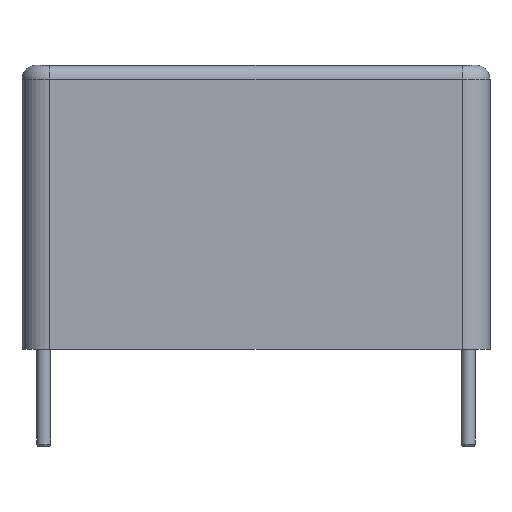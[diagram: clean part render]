
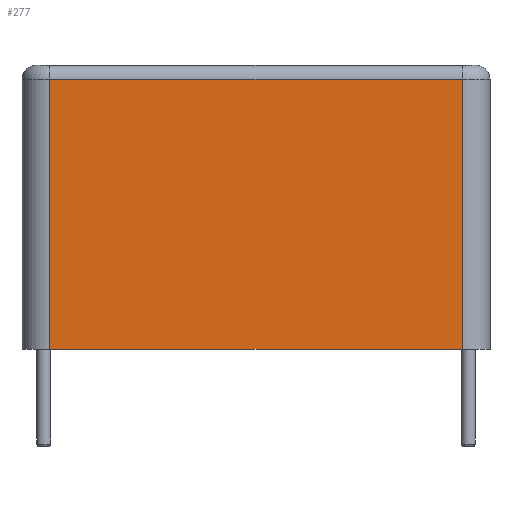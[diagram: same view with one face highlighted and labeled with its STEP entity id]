
A CAD part, front view. The second image highlights one B-rep face of the part: STEP entity #277.
In plain terms, the highlighted planar face has unit normal (0, -1, 0).
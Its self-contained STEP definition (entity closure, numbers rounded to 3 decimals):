
#13=DIRECTION('',(0.,0.,1.));
#87=DIRECTION('',(0.,-1.,0.));
#90=VERTEX_POINT('',#91);
#91=CARTESIAN_POINT('',(15.02,-29.95,0.1));
#97=EDGE_CURVE('',#90,#98,#100,.T.);
#98=VERTEX_POINT('',#99);
#99=CARTESIAN_POINT('',(0.22,-29.95,0.1));
#100=LINE('',#101,#102);
#101=CARTESIAN_POINT('',(16.02,-29.95,0.1));
#102=VECTOR('',#103,1.);
#103=DIRECTION('',(-1.,0.,0.));
#215=VECTOR('',#13,1.);
#249=EDGE_CURVE('',#90,#250,#252,.T.);
#250=VERTEX_POINT('',#251);
#251=CARTESIAN_POINT('',(15.02,-29.95,9.8));
#252=LINE('',#91,#215);
#277=ADVANCED_FACE('',(#278),#290,.T.);
#278=FACE_BOUND('',#279,.T.);
#279=EDGE_LOOP('',(#280,#281,#286,#289));
#280=ORIENTED_EDGE('',*,*,#249,.T.);
#281=ORIENTED_EDGE('',*,*,#282,.T.);
#282=EDGE_CURVE('',#250,#283,#285,.T.);
#283=VERTEX_POINT('',#284);
#284=CARTESIAN_POINT('',(0.22,-29.95,9.8));
#285=LINE('',#251,#102);
#286=ORIENTED_EDGE('',*,*,#287,.F.);
#287=EDGE_CURVE('',#98,#283,#288,.T.);
#288=LINE('',#99,#215);
#289=ORIENTED_EDGE('',*,*,#97,.F.);
#290=PLANE('',#291);
#291=AXIS2_PLACEMENT_3D('',#101,#87,#103);
